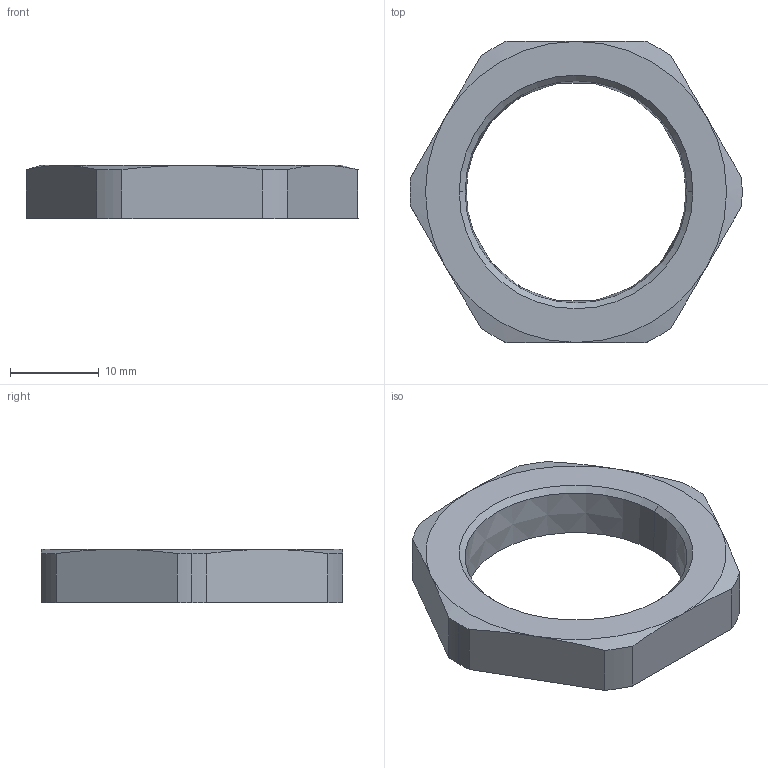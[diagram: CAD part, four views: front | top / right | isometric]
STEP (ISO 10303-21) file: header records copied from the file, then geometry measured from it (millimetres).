
FILE_DESCRIPTION (( 'STEP AP203' ), '1' );
FILE_NAME ('BNLN-03.step', '2016-02-11T13:28:56', ( '' ), ( '' ), 'SwSTEP 2.0', 'SolidWorks 2015', '' );
FILE_SCHEMA (( 'CONFIG_CONTROL_DESIGN' ));
Length unit declared in the file: millimetre
Products named in the file (1): BNLN-03
Bounding box: 37.49 x 34 x 6 mm (x, y, z)
Volume: 2985.5 mm3; surface area: 2116.1 mm2
Topology: 1 solids, 1 shells, 25 faces, 61 edges, 38 vertices
Faces by surface type: cone 10, plane 8, cylinder 7
Entity records: 854 total; most frequent: CARTESIAN_POINT 185, DIRECTION 127, ORIENTED_EDGE 122, EDGE_CURVE 61, AXIS2_PLACEMENT_3D 52, VERTEX_POINT 38, EDGE_LOOP 27, CIRCLE 26
